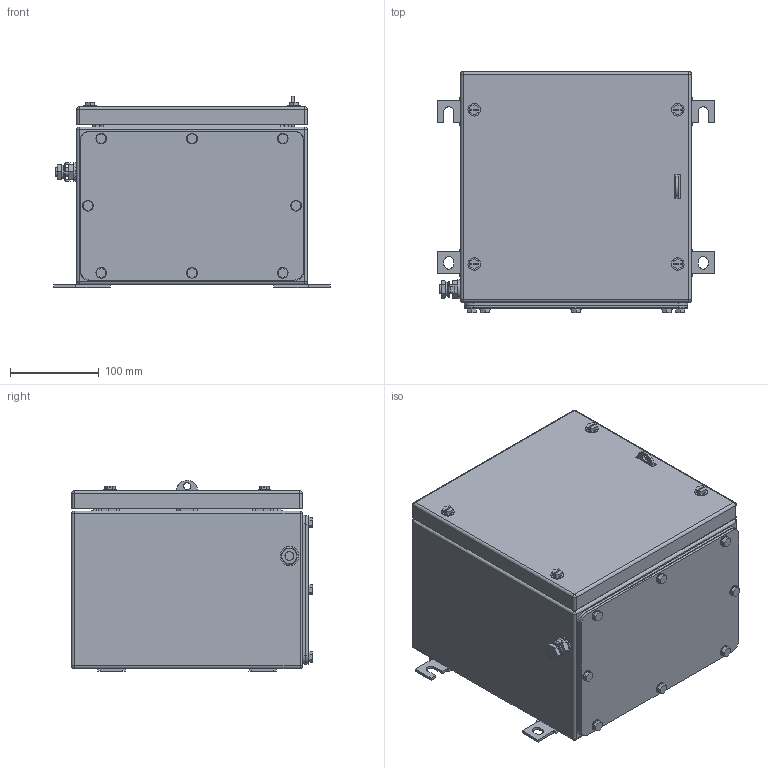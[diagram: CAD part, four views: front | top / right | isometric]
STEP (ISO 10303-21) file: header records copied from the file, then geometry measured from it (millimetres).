
FILE_DESCRIPTION(('CATIA V5 STEP Exchange','CAx-IF Rec.Pracs.--- Model Styling and Organization---1.4--- 2014-01-23'),'2;1');
FILE_NAME ('008505-7_2_1194660000_1194660000.stp','2019-07-01T12:48:07+00:00',('none'),('Weidmueller'),'CATIA Version 5-6 Release 2016 SP3 HF44','CATIA V5 STEP AP214','none');
FILE_SCHEMA(('AUTOMOTIVE_DESIGN { 1 0 10303 214 1 1 1 1 }'));
Length unit declared in the file: millimetre
Products named in the file (1): 1194660000
Bounding box: 311 x 271 x 215 mm (x, y, z)
Volume: 805486 mm3; surface area: 904864.3 mm2
Topology: 55 solids, 55 shells, 1384 faces, 3328 edges, 2086 vertices
Faces by surface type: plane 675, cylinder 501, cone 148, torus 36, sphere 24
Entity records: 37872 total; most frequent: CARTESIAN_POINT 7607, ORIENTED_EDGE 6560, DIRECTION 5157, EDGE_CURVE 3280, AXIS2_PLACEMENT_3D 2130, VERTEX_POINT 2086, VECTOR 2008, LINE 2008
